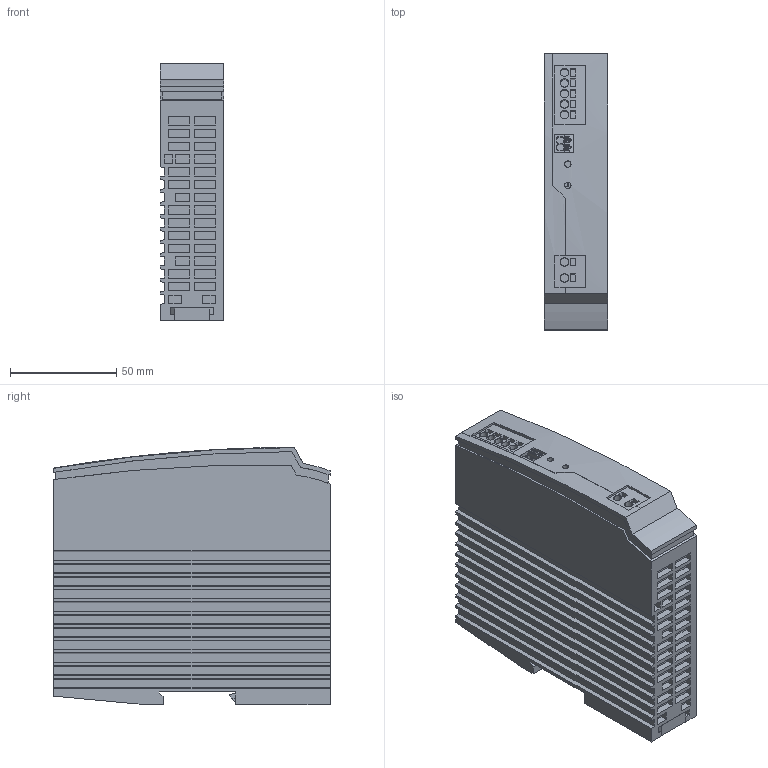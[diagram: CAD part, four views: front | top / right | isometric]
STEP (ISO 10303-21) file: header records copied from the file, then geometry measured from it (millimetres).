
FILE_DESCRIPTION(('Creo Elements/Direct Modeling STEP Export'),'2;1');
FILE_NAME('model.stp','2017-09-25T10:04:58',(''),(''),'Creo Elements/Direct Modeling STEP processor for AP214 (Solid Model)','Creo Elements/Direct Modeling 18.1I 14-Aug-2016 (C) Parametric Technology GmbH','');
FILE_SCHEMA(('AUTOMOTIVE_DESIGN { 1 0 10303 214 1 1 1 1 }'));
Length unit declared in the file: millimetre
Products named in the file (2): TRIO_PS_2G_1AC_12DC_5_C2LPS-select
Assembly tree (1 placements, depth 2):
  TRIO_PS_2G_1AC_12DC_5_C2LPS-select
    TRIO_PS_2G_1AC_12DC_5_C2LPS-select
Bounding box: 30 x 130 x 121 mm (x, y, z)
Volume: 425184.8 mm3; surface area: 56804.1 mm2
Topology: 1 solids, 1 shells, 611 faces, 1570 edges, 1047 vertices
Faces by surface type: plane 574, cylinder 33, extrusion 4
Entity records: 19636 total; most frequent: CARTESIAN_POINT 3399, ORIENTED_EDGE 3140, DIRECTION 2724, EDGE_CURVE 1570, VECTOR 1448, LINE 1444, VERTEX_POINT 1047, EDGE_LOOP 701
